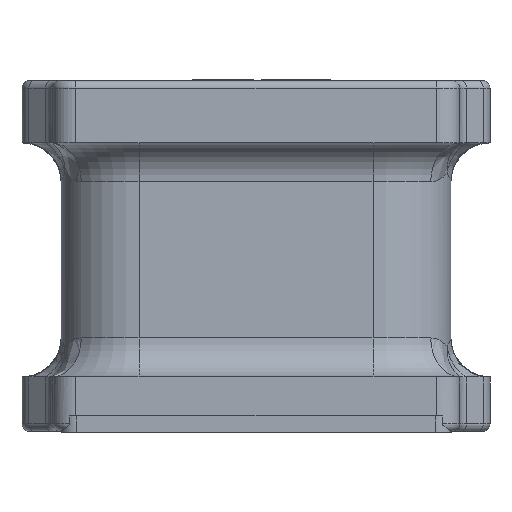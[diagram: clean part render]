
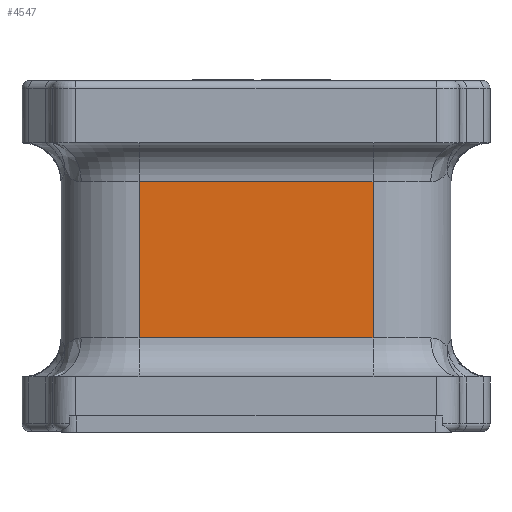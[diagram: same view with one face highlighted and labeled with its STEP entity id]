
A CAD part, front view. The second image highlights one B-rep face of the part: STEP entity #4547.
In plain terms, the highlighted planar face has unit normal (0, -1, 0).
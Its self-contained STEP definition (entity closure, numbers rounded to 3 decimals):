
#842 = CARTESIAN_POINT ( 'NONE',  ( -2.5, -2.5, 3.7 ) ) ;
#995 = PLANE ( 'NONE',  #6249 ) ;
#2358 = CARTESIAN_POINT ( 'NONE',  ( -1.5, -2.5, 3.7 ) ) ;
#4547 = ADVANCED_FACE ( 'NONE', ( #19149 ), #995, .F. ) ;
#4940 = EDGE_CURVE ( 'NONE', #19019, #27698, #23490, .T. ) ;
#5293 = DIRECTION ( 'NONE',  ( 0., 0., 1. ) ) ;
#6249 = AXIS2_PLACEMENT_3D ( 'NONE', #842, #10282, #5293 ) ;
#6921 = LINE ( 'NONE', #25190, #28406 ) ;
#9033 = CARTESIAN_POINT ( 'NONE',  ( -1.5, -2.5, 3.2 ) ) ;
#9115 = ORIENTED_EDGE ( 'NONE', *, *, #17205, .T. ) ;
#10154 = VECTOR ( 'NONE', #18795, 1000. ) ;
#10282 = DIRECTION ( 'NONE',  ( 0., 1., 0. ) ) ;
#11919 = CARTESIAN_POINT ( 'NONE',  ( -1.5, -2.5, 3.2 ) ) ;
#13565 = VERTEX_POINT ( 'NONE', #29754 ) ;
#13612 = DIRECTION ( 'NONE',  ( 1., 0., 0. ) ) ;
#14368 = DIRECTION ( 'NONE',  ( 0., 0., -1. ) ) ;
#15147 = EDGE_CURVE ( 'NONE', #24693, #13565, #6921, .T. ) ;
#17205 = EDGE_CURVE ( 'NONE', #13565, #19019, #18053, .T. ) ;
#17859 = ORIENTED_EDGE ( 'NONE', *, *, #15147, .T. ) ;
#18053 = LINE ( 'NONE', #25089, #20030 ) ;
#18795 = DIRECTION ( 'NONE',  ( -1., 0., 0. ) ) ;
#19019 = VERTEX_POINT ( 'NONE', #24451 ) ;
#19149 = FACE_OUTER_BOUND ( 'NONE', #25902, .T. ) ;
#20030 = VECTOR ( 'NONE', #24788, 1000. ) ;
#20423 = VECTOR ( 'NONE', #14368, 1000. ) ;
#21915 = CARTESIAN_POINT ( 'NONE',  ( -1.5, -2.5, 1.2 ) ) ;
#23490 = LINE ( 'NONE', #11919, #10154 ) ;
#24451 = CARTESIAN_POINT ( 'NONE',  ( 1.5, -2.5, 3.2 ) ) ;
#24693 = VERTEX_POINT ( 'NONE', #21915 ) ;
#24788 = DIRECTION ( 'NONE',  ( 0., 0., 1. ) ) ;
#25089 = CARTESIAN_POINT ( 'NONE',  ( 1.5, -2.5, 3.7 ) ) ;
#25190 = CARTESIAN_POINT ( 'NONE',  ( -2.5, -2.5, 1.2 ) ) ;
#25788 = LINE ( 'NONE', #2358, #20423 ) ;
#25902 = EDGE_LOOP ( 'NONE', ( #9115, #26033, #28945, #17859 ) ) ;
#26033 = ORIENTED_EDGE ( 'NONE', *, *, #4940, .T. ) ;
#27698 = VERTEX_POINT ( 'NONE', #9033 ) ;
#28406 = VECTOR ( 'NONE', #13612, 1000. ) ;
#28945 = ORIENTED_EDGE ( 'NONE', *, *, #29277, .T. ) ;
#29277 = EDGE_CURVE ( 'NONE', #27698, #24693, #25788, .T. ) ;
#29754 = CARTESIAN_POINT ( 'NONE',  ( 1.5, -2.5, 1.2 ) ) ;
